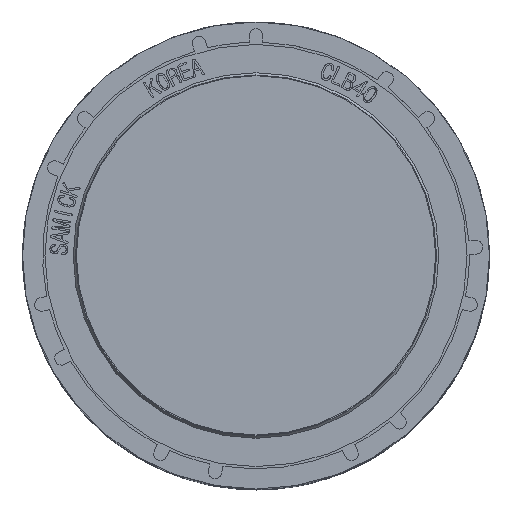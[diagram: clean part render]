
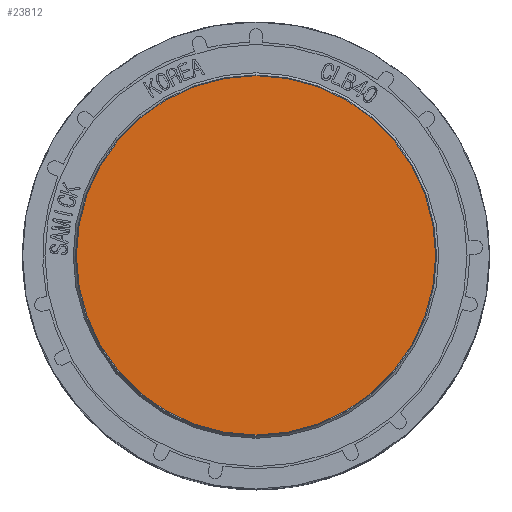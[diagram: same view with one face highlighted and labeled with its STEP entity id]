
A CAD part, top view. The second image highlights one B-rep face of the part: STEP entity #23812.
In plain terms, the highlighted planar face has unit normal (0, 0, 1).
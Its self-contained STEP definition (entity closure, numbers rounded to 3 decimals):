
#398=CIRCLE('',#24598,20.);
#948=PLANE('',#24597);
#2016=FACE_OUTER_BOUND('',#3354,.T.);
#3354=EDGE_LOOP('',(#19891));
#10715=VERTEX_POINT('',#39372);
#13905=EDGE_CURVE('',#10715,#10715,#398,.T.);
#19891=ORIENTED_EDGE('',*,*,#13905,.F.);
#23812=ADVANCED_FACE('',(#2016),#948,.T.);
#24597=AXIS2_PLACEMENT_3D('',#39371,#27192,#27193);
#24598=AXIS2_PLACEMENT_3D('',#39373,#27194,#27195);
#27192=DIRECTION('center_axis',(0.,0.,1.));
#27193=DIRECTION('ref_axis',(1.,0.,0.));
#27194=DIRECTION('center_axis',(0.,0.,-1.));
#27195=DIRECTION('ref_axis',(1.,0.,0.));
#39371=CARTESIAN_POINT('Origin',(-20.,0.,40.));
#39372=CARTESIAN_POINT('',(-20.,0.,40.));
#39373=CARTESIAN_POINT('Origin',(0.,0.,40.));
